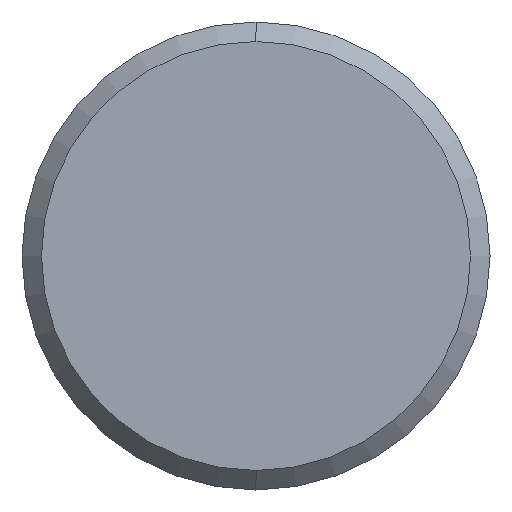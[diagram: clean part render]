
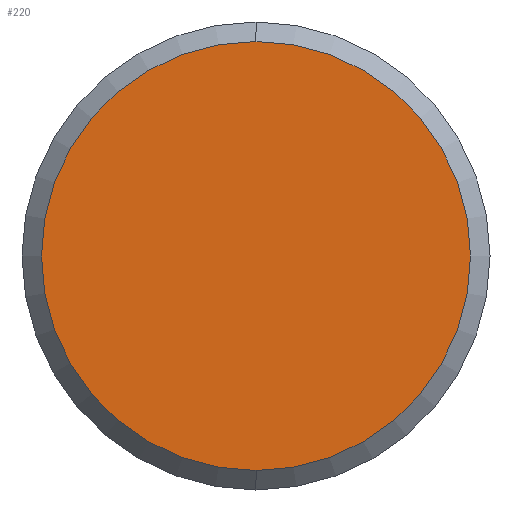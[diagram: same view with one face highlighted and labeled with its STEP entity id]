
A CAD part, left-side view. The second image highlights one B-rep face of the part: STEP entity #220.
In plain terms, the highlighted planar face has unit normal (-1, 0, 0).
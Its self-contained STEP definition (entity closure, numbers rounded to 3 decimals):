
#7 = CARTESIAN_POINT ( 'NONE',  ( -0.9, 0., 0. ) ) ;
#11 = CARTESIAN_POINT ( 'NONE',  ( -0.9, 0., 0. ) ) ;
#19 = AXIS2_PLACEMENT_3D ( 'NONE', #11, #271, #249 ) ;
#38 = VERTEX_POINT ( 'NONE', #174 ) ;
#41 = ORIENTED_EDGE ( 'NONE', *, *, #86, .T. ) ;
#53 = AXIS2_PLACEMENT_3D ( 'NONE', #7, #107, #151 ) ;
#56 = ORIENTED_EDGE ( 'NONE', *, *, #289, .T. ) ;
#86 = EDGE_CURVE ( 'NONE', #38, #221, #253, .T. ) ;
#94 = CARTESIAN_POINT ( 'NONE',  ( -0.9, 0., -2.75 ) ) ;
#107 = DIRECTION ( 'NONE',  ( -1., 0., 0. ) ) ;
#108 = EDGE_LOOP ( 'NONE', ( #56, #41 ) ) ;
#143 = DIRECTION ( 'NONE',  ( 0., 0., -1. ) ) ;
#151 = DIRECTION ( 'NONE',  ( 0., 0., -1. ) ) ;
#172 = PLANE ( 'NONE',  #290 ) ;
#174 = CARTESIAN_POINT ( 'NONE',  ( -0.9, 0., 2.75 ) ) ;
#182 = CIRCLE ( 'NONE', #53, 2.75 ) ;
#197 = FACE_OUTER_BOUND ( 'NONE', #108, .T. ) ;
#220 = ADVANCED_FACE ( 'NONE', ( #197 ), #172, .F. ) ;
#221 = VERTEX_POINT ( 'NONE', #94 ) ;
#222 = CARTESIAN_POINT ( 'NONE',  ( -0.9, 0., 0. ) ) ;
#249 = DIRECTION ( 'NONE',  ( 0., 0., -1. ) ) ;
#253 = CIRCLE ( 'NONE', #19, 2.75 ) ;
#260 = DIRECTION ( 'NONE',  ( 1., 0., 0. ) ) ;
#271 = DIRECTION ( 'NONE',  ( -1., 0., 0. ) ) ;
#289 = EDGE_CURVE ( 'NONE', #221, #38, #182, .T. ) ;
#290 = AXIS2_PLACEMENT_3D ( 'NONE', #222, #260, #143 ) ;
